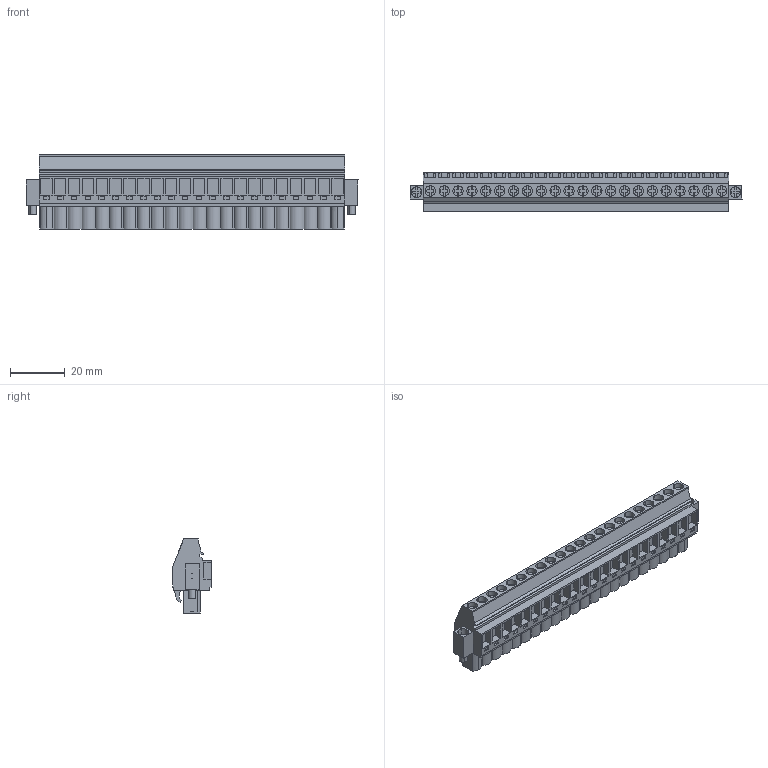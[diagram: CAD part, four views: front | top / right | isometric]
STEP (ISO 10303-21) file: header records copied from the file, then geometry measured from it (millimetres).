
FILE_DESCRIPTION(('CATIA V5 STEP','CAx-IF Rec.Pracs.--- Model Styling and Organization---1.2---2011-12-15'),'2;1');
FILE_NAME ('D1460179_0_1950510000_1950510000.stp','2017-09-09T10:07:20+00:00',('none'),('Weidmueller'),'CATIA Version 5-6 Release 2014','CATIA V5 STEP AP214','none');
FILE_SCHEMA(('AUTOMOTIVE_DESIGN { 1 0 10303 214 1 1 1 1 }'));
Length unit declared in the file: millimetre
Products named in the file (1): 1950510000
Bounding box: 121.56 x 14.1 x 27.1 mm (x, y, z)
Volume: 25766.2 mm3; surface area: 15290 mm2
Topology: 25 solids, 25 shells, 1464 faces, 4096 edges, 2777 vertices
Faces by surface type: plane 1244, cylinder 216, extrusion 4
Entity records: 44109 total; most frequent: CARTESIAN_POINT 8519, ORIENTED_EDGE 8192, DIRECTION 5862, EDGE_CURVE 4096, VECTOR 3564, LINE 3560, VERTEX_POINT 2777, EDGE_LOOP 1565
